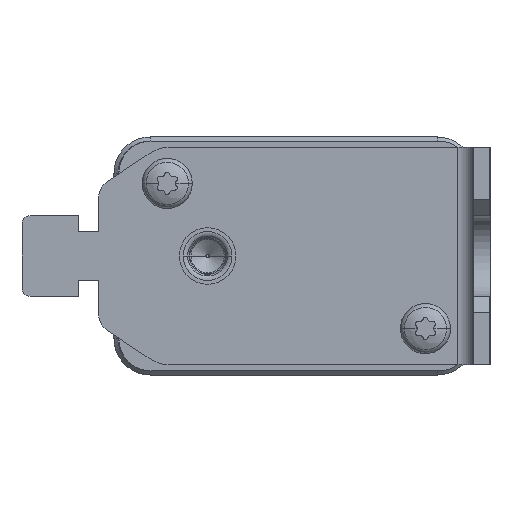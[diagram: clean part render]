
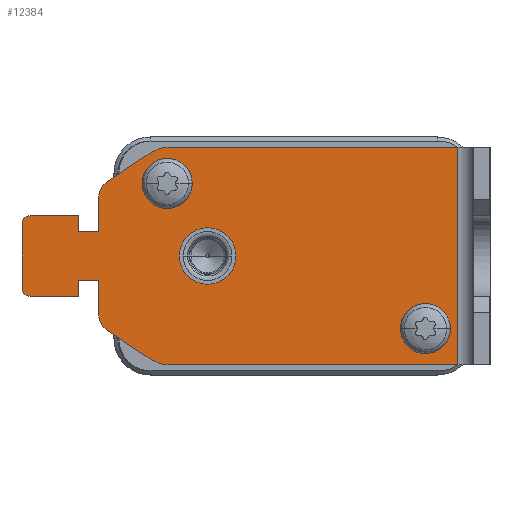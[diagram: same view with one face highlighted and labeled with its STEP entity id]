
A CAD part, left-side view. The second image highlights one B-rep face of the part: STEP entity #12384.
In plain terms, the highlighted face is planar.
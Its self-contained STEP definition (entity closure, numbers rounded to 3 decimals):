
#11513=DIRECTION('',(-1.,0.,0.));
#11514=VECTOR('',#11513,27.);
#11515=CARTESIAN_POINT('',(13.5,2.,4.));
#11516=LINE('',#11515,#11514);
#11527=CARTESIAN_POINT('',(9.,2.,39.638));
#11528=DIRECTION('',(0.,-1.,0.));
#11529=DIRECTION('',(1.,0.,0.));
#11530=AXIS2_PLACEMENT_3D('',#11527,#11528,#11529);
#11535=DIRECTION('',(-0.555,0.,0.832));
#11536=VECTOR('',#11535,6.313);
#11537=CARTESIAN_POINT('',(12.744,2.,42.134));
#11538=LINE('',#11537,#11536);
#11542=CARTESIAN_POINT('',(7.162,2.,46.));
#11543=DIRECTION('',(0.,-1.,0.));
#11544=DIRECTION('',(0.832,0.,0.555));
#11545=AXIS2_PLACEMENT_3D('',#11542,#11543,#11544);
#11550=DIRECTION('',(0.,0.,1.));
#11551=VECTOR('',#11550,6.);
#11552=CARTESIAN_POINT('',(5.,2.,51.));
#11553=LINE('',#11552,#11551);
#11557=CARTESIAN_POINT('',(4.,2.,57.));
#11558=DIRECTION('',(0.,-1.,0.));
#11559=DIRECTION('',(1.,0.,0.));
#11560=AXIS2_PLACEMENT_3D('',#11557,#11558,#11559);
#11565=CARTESIAN_POINT('',(-4.,2.,57.));
#11566=DIRECTION('',(0.,-1.,0.));
#11567=DIRECTION('',(0.,0.,1.));
#11568=AXIS2_PLACEMENT_3D('',#11565,#11566,#11567);
#11573=CARTESIAN_POINT('',(-7.162,2.,46.));
#11574=DIRECTION('',(0.,-1.,0.));
#11575=DIRECTION('',(0.,0.,1.));
#11576=AXIS2_PLACEMENT_3D('',#11573,#11574,#11575);
#11581=DIRECTION('',(-0.555,0.,-0.832));
#11582=VECTOR('',#11581,6.313);
#11583=CARTESIAN_POINT('',(-9.242,2.,47.387));
#11584=LINE('',#11583,#11582);
#11588=CARTESIAN_POINT('',(-9.,2.,39.638));
#11589=DIRECTION('',(0.,-1.,0.));
#11590=DIRECTION('',(-0.832,0.,0.555));
#11591=AXIS2_PLACEMENT_3D('',#11588,#11589,#11590);
#11596=DIRECTION('',(0.,0.,1.));
#11597=VECTOR('',#11596,35.638);
#11598=CARTESIAN_POINT('',(13.5,2.,4.));
#11599=LINE('',#11598,#11597);
#11603=CARTESIAN_POINT('',(-9.,2.,40.));
#11604=DIRECTION('',(0.,1.,0.));
#11605=DIRECTION('',(1.,0.,0.));
#11606=AXIS2_PLACEMENT_3D('',#11603,#11604,#11605);
#11611=CARTESIAN_POINT('',(-9.,2.,40.));
#11612=DIRECTION('',(0.,1.,0.));
#11613=DIRECTION('',(-1.,0.,0.));
#11614=AXIS2_PLACEMENT_3D('',#11611,#11612,#11613);
#11619=CARTESIAN_POINT('',(9.,2.,8.));
#11620=DIRECTION('',(0.,1.,0.));
#11621=DIRECTION('',(1.,0.,0.));
#11622=AXIS2_PLACEMENT_3D('',#11619,#11620,#11621);
#11627=CARTESIAN_POINT('',(9.,2.,8.));
#11628=DIRECTION('',(0.,1.,0.));
#11629=DIRECTION('',(-1.,0.,0.));
#11630=AXIS2_PLACEMENT_3D('',#11627,#11628,#11629);
#11635=CARTESIAN_POINT('',(0.,2.,35.));
#11636=DIRECTION('',(0.,1.,0.));
#11637=DIRECTION('',(1.,0.,0.));
#11638=AXIS2_PLACEMENT_3D('',#11635,#11636,#11637);
#11643=CARTESIAN_POINT('',(0.,2.,35.));
#11644=DIRECTION('',(0.,1.,0.));
#11645=DIRECTION('',(-1.,0.,0.));
#11646=AXIS2_PLACEMENT_3D('',#11643,#11644,#11645);
#11672=DIRECTION('',(1.,0.,0.));
#11673=VECTOR('',#11672,4.162);
#11674=CARTESIAN_POINT('',(3.,2.,48.5));
#11675=LINE('',#11674,#11673);
#11686=DIRECTION('',(0.,0.,-1.));
#11687=VECTOR('',#11686,2.5);
#11688=CARTESIAN_POINT('',(3.,2.,51.));
#11689=LINE('',#11688,#11687);
#11700=DIRECTION('',(-1.,0.,0.));
#11701=VECTOR('',#11700,2.);
#11702=CARTESIAN_POINT('',(5.,2.,51.));
#11703=LINE('',#11702,#11701);
#11728=DIRECTION('',(1.,0.,0.));
#11729=VECTOR('',#11728,8.);
#11730=CARTESIAN_POINT('',(-4.,2.,58.));
#11731=LINE('',#11730,#11729);
#11756=DIRECTION('',(0.,0.,1.));
#11757=VECTOR('',#11756,6.);
#11758=CARTESIAN_POINT('',(-5.,2.,51.));
#11759=LINE('',#11758,#11757);
#11770=DIRECTION('',(-1.,0.,0.));
#11771=VECTOR('',#11770,2.);
#11772=CARTESIAN_POINT('',(-3.,2.,51.));
#11773=LINE('',#11772,#11771);
#11784=DIRECTION('',(0.,0.,1.));
#11785=VECTOR('',#11784,2.5);
#11786=CARTESIAN_POINT('',(-3.,2.,48.5));
#11787=LINE('',#11786,#11785);
#11791=DIRECTION('',(1.,0.,0.));
#11792=VECTOR('',#11791,4.162);
#11793=CARTESIAN_POINT('',(-7.162,2.,48.5));
#11794=LINE('',#11793,#11792);
#11870=DIRECTION('',(0.,0.,1.));
#11871=VECTOR('',#11870,35.638);
#11872=CARTESIAN_POINT('',(-13.5,2.,4.));
#11873=LINE('',#11872,#11871);
#11968=CARTESIAN_POINT('',(13.5,2.,39.638));
#11970=VERTEX_POINT('',#11968);
#11972=CARTESIAN_POINT('',(13.5,2.,4.));
#11973=VERTEX_POINT('',#11972);
#11986=CARTESIAN_POINT('',(12.744,2.,42.134));
#11987=VERTEX_POINT('',#11986);
#12034=CARTESIAN_POINT('',(-2.475,2.,35.));
#12035=VERTEX_POINT('',#12034);
#12036=CARTESIAN_POINT('',(2.475,2.,35.));
#12037=VERTEX_POINT('',#12036);
#12038=CARTESIAN_POINT('',(9.242,2.,47.387));
#12039=VERTEX_POINT('',#12038);
#12040=CARTESIAN_POINT('',(7.162,2.,48.5));
#12041=VERTEX_POINT('',#12040);
#12042=CARTESIAN_POINT('',(3.,2.,48.5));
#12043=VERTEX_POINT('',#12042);
#12044=CARTESIAN_POINT('',(3.,2.,51.));
#12045=VERTEX_POINT('',#12044);
#12046=CARTESIAN_POINT('',(5.,2.,51.));
#12047=VERTEX_POINT('',#12046);
#12048=CARTESIAN_POINT('',(5.,2.,57.));
#12049=VERTEX_POINT('',#12048);
#12050=CARTESIAN_POINT('',(4.,2.,58.));
#12051=VERTEX_POINT('',#12050);
#12052=CARTESIAN_POINT('',(-4.,2.,58.));
#12053=VERTEX_POINT('',#12052);
#12054=CARTESIAN_POINT('',(-5.,2.,57.));
#12055=VERTEX_POINT('',#12054);
#12056=CARTESIAN_POINT('',(-5.,2.,51.));
#12057=VERTEX_POINT('',#12056);
#12058=CARTESIAN_POINT('',(-3.,2.,51.));
#12059=VERTEX_POINT('',#12058);
#12060=CARTESIAN_POINT('',(-3.,2.,48.5));
#12061=VERTEX_POINT('',#12060);
#12062=CARTESIAN_POINT('',(-7.162,2.,48.5));
#12063=VERTEX_POINT('',#12062);
#12064=CARTESIAN_POINT('',(-9.242,2.,47.387));
#12065=VERTEX_POINT('',#12064);
#12066=CARTESIAN_POINT('',(-12.744,2.,42.134));
#12067=VERTEX_POINT('',#12066);
#12068=CARTESIAN_POINT('',(-13.5,2.,39.638));
#12069=VERTEX_POINT('',#12068);
#12070=CARTESIAN_POINT('',(-13.5,2.,4.));
#12071=VERTEX_POINT('',#12070);
#12072=CARTESIAN_POINT('',(-7.4,2.,40.));
#12073=CARTESIAN_POINT('',(-10.6,2.,40.));
#12074=VERTEX_POINT('',#12072);
#12075=VERTEX_POINT('',#12073);
#12076=CARTESIAN_POINT('',(10.6,2.,8.));
#12077=CARTESIAN_POINT('',(7.4,2.,8.));
#12078=VERTEX_POINT('',#12076);
#12079=VERTEX_POINT('',#12077);
#12322=CARTESIAN_POINT('',(13.5,2.,58.));
#12323=DIRECTION('',(0.,1.,0.));
#12324=DIRECTION('',(0.,0.,-1.));
#12325=AXIS2_PLACEMENT_3D('',#12322,#12323,#12324);
#12326=PLANE('',#12325);
#12327=ORIENTED_EDGE('',*,*,#12145,.T.);
#12329=ORIENTED_EDGE('',*,*,#12328,.T.);
#12331=ORIENTED_EDGE('',*,*,#12330,.T.);
#12333=ORIENTED_EDGE('',*,*,#12332,.F.);
#12335=ORIENTED_EDGE('',*,*,#12334,.F.);
#12337=ORIENTED_EDGE('',*,*,#12336,.F.);
#12339=ORIENTED_EDGE('',*,*,#12338,.T.);
#12341=ORIENTED_EDGE('',*,*,#12340,.T.);
#12343=ORIENTED_EDGE('',*,*,#12342,.F.);
#12345=ORIENTED_EDGE('',*,*,#12344,.T.);
#12347=ORIENTED_EDGE('',*,*,#12346,.F.);
#12349=ORIENTED_EDGE('',*,*,#12348,.F.);
#12351=ORIENTED_EDGE('',*,*,#12350,.F.);
#12353=ORIENTED_EDGE('',*,*,#12352,.F.);
#12355=ORIENTED_EDGE('',*,*,#12354,.T.);
#12357=ORIENTED_EDGE('',*,*,#12356,.T.);
#12359=ORIENTED_EDGE('',*,*,#12358,.T.);
#12361=ORIENTED_EDGE('',*,*,#12360,.F.);
#12362=ORIENTED_EDGE('',*,*,#12314,.F.);
#12363=ORIENTED_EDGE('',*,*,#12119,.T.);
#12364=EDGE_LOOP('',(#12327,#12329,#12331,#12333,#12335,#12337,#12339,#12341,
#12343,#12345,#12347,#12349,#12351,#12353,#12355,#12357,#12359,#12361,#12362,
#12363));
#12365=FACE_OUTER_BOUND('',#12364,.F.);
#12367=ORIENTED_EDGE('',*,*,#12366,.T.);
#12369=ORIENTED_EDGE('',*,*,#12368,.T.);
#12370=EDGE_LOOP('',(#12367,#12369));
#12371=FACE_BOUND('',#12370,.F.);
#12373=ORIENTED_EDGE('',*,*,#12372,.T.);
#12375=ORIENTED_EDGE('',*,*,#12374,.T.);
#12376=EDGE_LOOP('',(#12373,#12375));
#12377=FACE_BOUND('',#12376,.F.);
#12379=ORIENTED_EDGE('',*,*,#12378,.T.);
#12381=ORIENTED_EDGE('',*,*,#12380,.T.);
#12382=EDGE_LOOP('',(#12379,#12381));
#12383=FACE_BOUND('',#12382,.F.);
#11531=CIRCLE('',#11530,4.5);
#11546=CIRCLE('',#11545,2.5);
#11561=CIRCLE('',#11560,1.);
#11569=CIRCLE('',#11568,1.);
#11577=CIRCLE('',#11576,2.5);
#11592=CIRCLE('',#11591,4.5);
#11607=CIRCLE('',#11606,1.6);
#11615=CIRCLE('',#11614,1.6);
#11623=CIRCLE('',#11622,1.6);
#11631=CIRCLE('',#11630,1.6);
#11639=CIRCLE('',#11638,2.475);
#11647=CIRCLE('',#11646,2.475);
#12119=EDGE_CURVE('',#11973,#11970,#11599,.T.);
#12145=EDGE_CURVE('',#11970,#11987,#11531,.T.);
#12314=EDGE_CURVE('',#11973,#12071,#11516,.T.);
#12328=EDGE_CURVE('',#11987,#12039,#11538,.T.);
#12330=EDGE_CURVE('',#12039,#12041,#11546,.T.);
#12332=EDGE_CURVE('',#12043,#12041,#11675,.T.);
#12334=EDGE_CURVE('',#12045,#12043,#11689,.T.);
#12336=EDGE_CURVE('',#12047,#12045,#11703,.T.);
#12338=EDGE_CURVE('',#12047,#12049,#11553,.T.);
#12340=EDGE_CURVE('',#12049,#12051,#11561,.T.);
#12342=EDGE_CURVE('',#12053,#12051,#11731,.T.);
#12344=EDGE_CURVE('',#12053,#12055,#11569,.T.);
#12346=EDGE_CURVE('',#12057,#12055,#11759,.T.);
#12348=EDGE_CURVE('',#12059,#12057,#11773,.T.);
#12350=EDGE_CURVE('',#12061,#12059,#11787,.T.);
#12352=EDGE_CURVE('',#12063,#12061,#11794,.T.);
#12354=EDGE_CURVE('',#12063,#12065,#11577,.T.);
#12356=EDGE_CURVE('',#12065,#12067,#11584,.T.);
#12358=EDGE_CURVE('',#12067,#12069,#11592,.T.);
#12360=EDGE_CURVE('',#12071,#12069,#11873,.T.);
#12366=EDGE_CURVE('',#12074,#12075,#11607,.T.);
#12368=EDGE_CURVE('',#12075,#12074,#11615,.T.);
#12372=EDGE_CURVE('',#12078,#12079,#11623,.T.);
#12374=EDGE_CURVE('',#12079,#12078,#11631,.T.);
#12378=EDGE_CURVE('',#12037,#12035,#11639,.T.);
#12380=EDGE_CURVE('',#12035,#12037,#11647,.T.);
#12384=ADVANCED_FACE('',(#12365,#12371,#12377,#12383),#12326,.T.);
